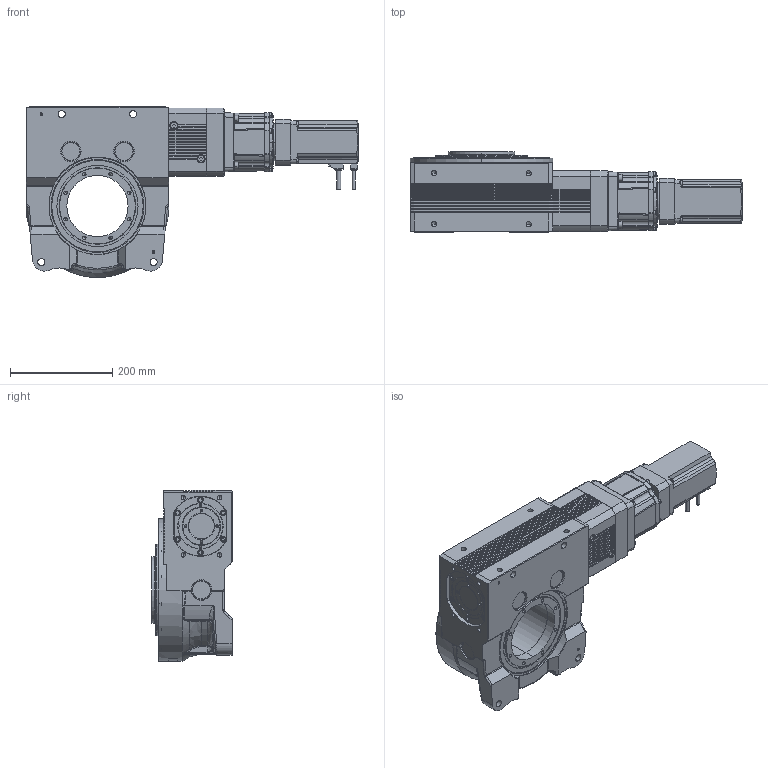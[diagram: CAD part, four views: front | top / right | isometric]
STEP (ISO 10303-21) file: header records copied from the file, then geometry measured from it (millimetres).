
FILE_DESCRIPTION (( 'STEP AP203' ), '1' );
FILE_NAME ('RGV129V4816X010.STEP', '2024-02-14T09:30:52', ( '' ), ( '' ), 'SwSTEP 2.0', 'SolidWorks 2021', '' );
FILE_SCHEMA (( 'CONFIG_CONTROL_DESIGN' ));
Length unit declared in the file: millimetre
Products named in the file (1): RGV129V4816X010
Bounding box: 650.5 x 157 x 335.05 mm (x, y, z)
Volume: 13274079.8 mm3; surface area: 815580.2 mm2
Topology: 1 solids, 1 shells, 2775 faces, 6928 edges, 4268 vertices
Faces by surface type: plane 1244, cylinder 867, cone 448, bspline 178, torus 30, sphere 8
Entity records: 96485 total; most frequent: CARTESIAN_POINT 30952, DIRECTION 13724, ORIENTED_EDGE 13560, EDGE_CURVE 6780, AXIS2_PLACEMENT_3D 4960, VERTEX_POINT 4268, LINE 3804, VECTOR 3804
